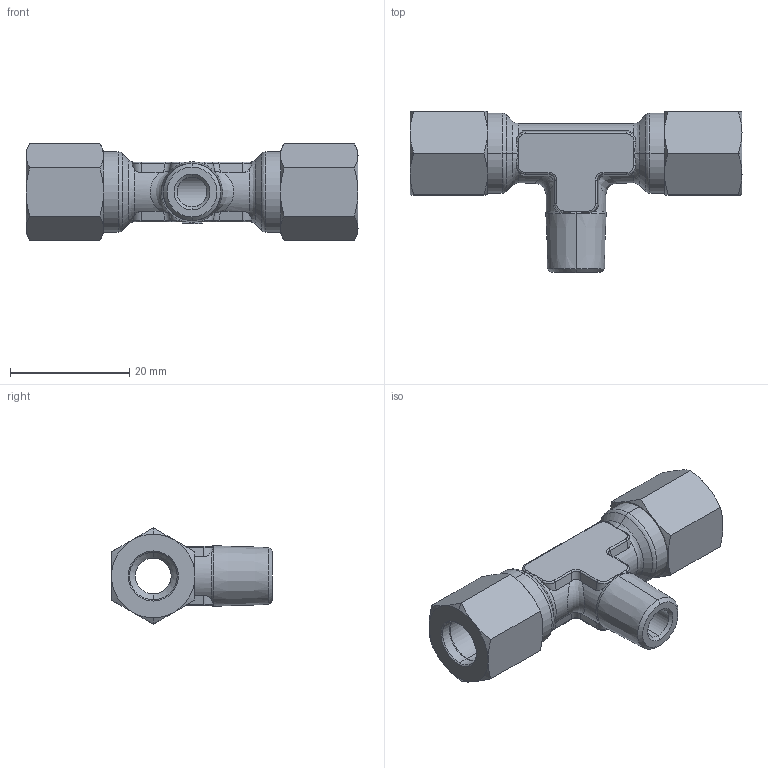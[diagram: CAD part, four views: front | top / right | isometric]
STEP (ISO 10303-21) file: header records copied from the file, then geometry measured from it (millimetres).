
FILE_DESCRIPTION(('STEP AP214'),'1');
FILE_NAME('0108_08_10.stp','2016-07-07T14:21:27',('TraceParts'),('TraceParts S.A.'),'Spatial InterOp 3D',' ',' ');
FILE_SCHEMA(('automotive_design'));
Length unit declared in the file: millimetre
Products named in the file (5): 0108-08-10_asm|NAUO1#0108-08-10U;Import_e1; 0108-08-10_asm|NAUO2#0124-08-00;Import_e1; 0108-08-10_asm|NAUO3#0124-08-00;Import_e1; 0108-08-10_asm|NAUO4#0110-08-00;Import_e1; 0108-08-10_asm|NAUO5#0110-08-00;Import_e1
Bounding box: 55.7 x 27 x 16.17 mm (x, y, z)
Volume: 6595.7 mm3; surface area: 6641.8 mm2
Topology: 5 solids, 5 shells, 263 faces, 598 edges, 348 vertices
Faces by surface type: cylinder 93, cone 66, plane 64, bspline 40
Entity records: 11960 total; most frequent: CARTESIAN_POINT 4221, ORIENTED_EDGE 1196, DIRECTION 1096, EDGE_CURVE 598, AXIS2_PLACEMENT_3D 435, VERTEX_POINT 348, EDGE_LOOP 278, STYLED_ITEM 268
